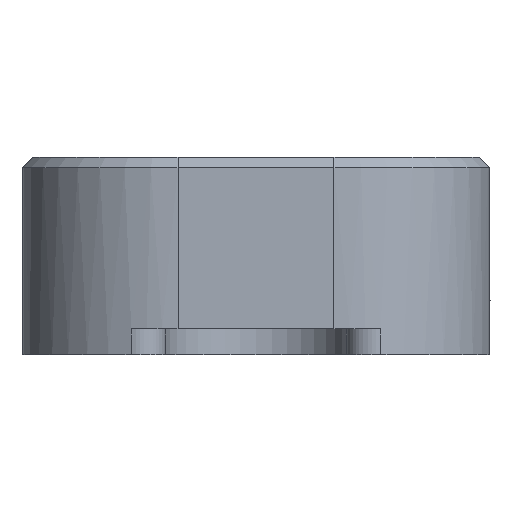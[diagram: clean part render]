
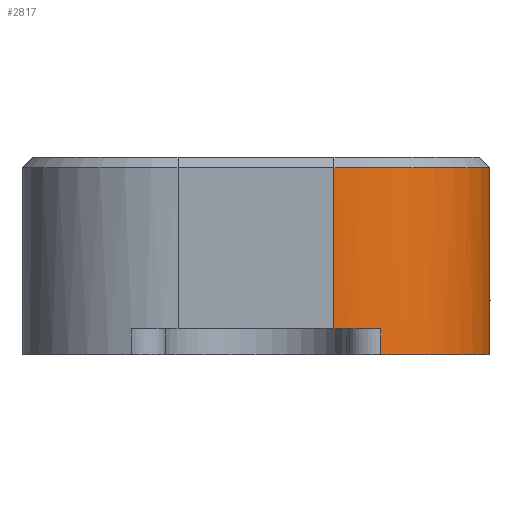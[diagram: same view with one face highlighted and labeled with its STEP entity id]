
A CAD part, left-side view. The second image highlights one B-rep face of the part: STEP entity #2817.
In plain terms, the highlighted cylindrical face has radius 6 mm (diameter 12 mm), a partial arc.
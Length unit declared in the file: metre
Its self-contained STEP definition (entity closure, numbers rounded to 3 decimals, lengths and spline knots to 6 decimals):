
#49=CYLINDRICAL_SURFACE('',#3009,0.006);
#105=CIRCLE('',#2991,0.006);
#115=CIRCLE('',#3010,0.006);
#116=CIRCLE('',#3011,0.006);
#308=ORIENTED_EDGE('',*,*,#1130,.F.);
#309=ORIENTED_EDGE('',*,*,#1159,.T.);
#310=ORIENTED_EDGE('',*,*,#1160,.T.);
#311=ORIENTED_EDGE('',*,*,#1161,.F.);
#312=ORIENTED_EDGE('',*,*,#1162,.T.);
#313=ORIENTED_EDGE('',*,*,#1151,.T.);
#1130=EDGE_CURVE('',#1555,#1559,#105,.T.);
#1151=EDGE_CURVE('',#1573,#1559,#1839,.T.);
#1159=EDGE_CURVE('',#1555,#1580,#1845,.T.);
#1160=EDGE_CURVE('',#1580,#1581,#115,.T.);
#1161=EDGE_CURVE('',#1582,#1581,#1846,.T.);
#1162=EDGE_CURVE('',#1582,#1573,#116,.T.);
#1555=VERTEX_POINT('',#4220);
#1559=VERTEX_POINT('',#4229);
#1573=VERTEX_POINT('',#4274);
#1580=VERTEX_POINT('',#4290);
#1581=VERTEX_POINT('',#4292);
#1582=VERTEX_POINT('',#4294);
#1839=LINE('',#4273,#2118);
#1845=LINE('',#4289,#2124);
#1846=LINE('',#4293,#2125);
#2118=VECTOR('',#3362,1.);
#2124=VECTOR('',#3374,1.);
#2125=VECTOR('',#3377,1.);
#2389=EDGE_LOOP('',(#308,#309,#310,#311,#312,#313));
#2564=FACE_BOUND('',#2389,.T.);
#2817=ADVANCED_FACE('',(#2564),#49,.T.);
#2991=AXIS2_PLACEMENT_3D('',#4232,#3317,#3318);
#3009=AXIS2_PLACEMENT_3D('',#4288,#3372,#3373);
#3010=AXIS2_PLACEMENT_3D('',#4291,#3375,#3376);
#3011=AXIS2_PLACEMENT_3D('',#4295,#3378,#3379);
#3317=DIRECTION('',(0.,0.,1.));
#3318=DIRECTION('',(-0.707,-0.707,0.));
#3362=DIRECTION('',(0.,0.,1.));
#3372=DIRECTION('',(0.,0.,-1.));
#3373=DIRECTION('',(-0.707,-0.707,0.));
#3374=DIRECTION('',(0.,0.,-1.));
#3375=DIRECTION('',(0.,0.,1.));
#3376=DIRECTION('',(-0.707,-0.707,0.));
#3377=DIRECTION('',(0.,0.,1.));
#3378=DIRECTION('',(0.,0.,1.));
#3379=DIRECTION('',(-0.707,-0.707,0.));
#4220=CARTESIAN_POINT('',(-0.0318,-0.006361,0.0117));
#4229=CARTESIAN_POINT('',(-0.0258,-0.012361,0.0117));
#4232=CARTESIAN_POINT('',(-0.0258,-0.006361,0.0117));
#4273=CARTESIAN_POINT('',(-0.0258,-0.012361,0.0075));
#4274=CARTESIAN_POINT('',(-0.0258,-0.012361,0.0045));
#4288=CARTESIAN_POINT('',(-0.0258,-0.006361,0.0075));
#4289=CARTESIAN_POINT('',(-0.0318,-0.006361,0.0075));
#4290=CARTESIAN_POINT('',(-0.0318,-0.006361,0.0055));
#4291=CARTESIAN_POINT('',(-0.0258,-0.006361,0.0055));
#4292=CARTESIAN_POINT('',(-0.031524,-0.008161,0.0055));
#4293=CARTESIAN_POINT('',(-0.031524,-0.008161,0.0075));
#4294=CARTESIAN_POINT('',(-0.031524,-0.008161,0.0045));
#4295=CARTESIAN_POINT('',(-0.0258,-0.006361,0.0045));
